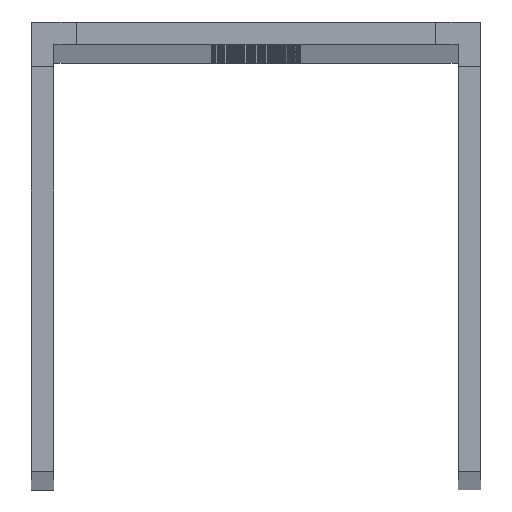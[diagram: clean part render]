
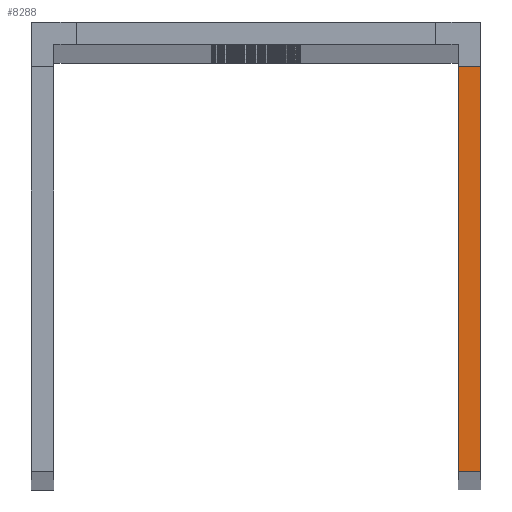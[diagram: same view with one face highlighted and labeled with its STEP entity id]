
A CAD part, top view. The second image highlights one B-rep face of the part: STEP entity #8288.
In plain terms, the highlighted planar face has unit normal (0, 0, 1).
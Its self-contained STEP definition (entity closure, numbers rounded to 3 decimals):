
#1103=FACE_OUTER_BOUND('',#1661,.T.);
#1661=EDGE_LOOP('',(#7302,#7303,#7304,#7305));
#1671=LINE('',#11310,#2439);
#1940=LINE('',#12327,#2708);
#1945=LINE('',#12336,#2713);
#2432=LINE('',#13549,#3200);
#2439=VECTOR('',#9063,10.);
#2708=VECTOR('',#9822,10.);
#2713=VECTOR('',#9829,10.);
#3200=VECTOR('',#11282,10.);
#3206=VERTEX_POINT('',#11306);
#3208=VERTEX_POINT('',#11309);
#3711=VERTEX_POINT('',#12325);
#3714=VERTEX_POINT('',#12334);
#3959=EDGE_CURVE('',#3208,#3206,#1671,.T.);
#4468=EDGE_CURVE('',#3206,#3711,#1940,.T.);
#4473=EDGE_CURVE('',#3711,#3714,#1945,.T.);
#5080=EDGE_CURVE('',#3714,#3208,#2432,.T.);
#7302=ORIENTED_EDGE('',*,*,#4468,.T.);
#7303=ORIENTED_EDGE('',*,*,#4473,.T.);
#7304=ORIENTED_EDGE('',*,*,#5080,.T.);
#7305=ORIENTED_EDGE('',*,*,#3959,.T.);
#7531=PLANE('',#9049);
#8288=ADVANCED_FACE('',(#1103),#7531,.T.);
#9049=AXIS2_PLACEMENT_3D('',#13548,#11280,#11281);
#9063=DIRECTION('',(0.,1.,0.));
#9822=DIRECTION('',(-1.,0.,0.));
#9829=DIRECTION('',(0.,-1.,0.));
#11280=DIRECTION('center_axis',(0.,0.,1.));
#11281=DIRECTION('ref_axis',(1.,0.,0.));
#11282=DIRECTION('',(1.,0.,0.));
#11306=CARTESIAN_POINT('',(50.,45.,1200.));
#11309=CARTESIAN_POINT('',(50.,0.,1200.));
#11310=CARTESIAN_POINT('',(50.,140.407,1200.));
#12325=CARTESIAN_POINT('',(47.5,45.,1200.));
#12327=CARTESIAN_POINT('',(47.906,45.,1200.));
#12334=CARTESIAN_POINT('',(47.5,0.,1200.));
#12336=CARTESIAN_POINT('',(47.5,140.407,1200.));
#13548=CARTESIAN_POINT('Origin',(5.,50.,1200.));
#13549=CARTESIAN_POINT('',(47.5,0.,1200.));
